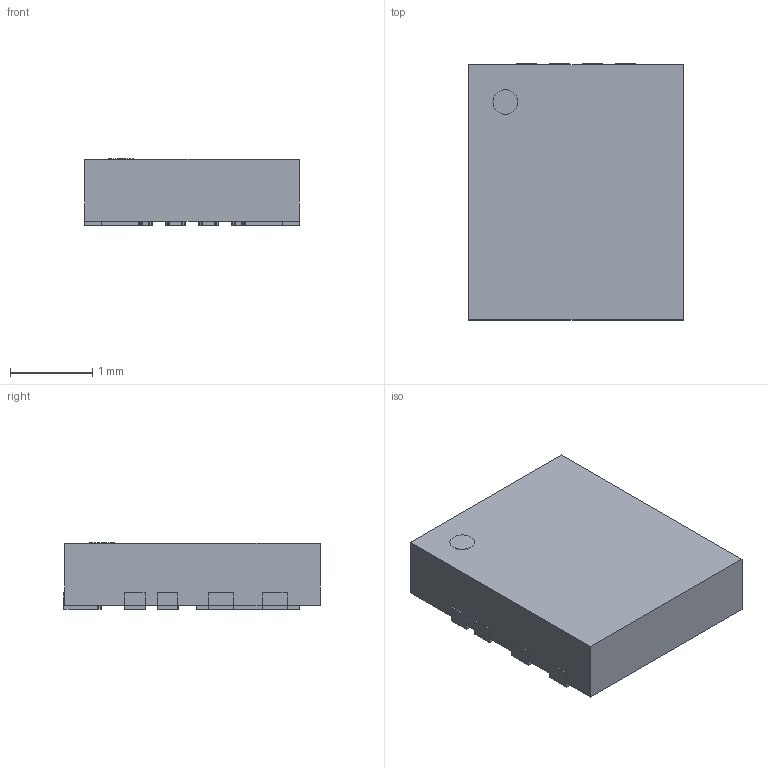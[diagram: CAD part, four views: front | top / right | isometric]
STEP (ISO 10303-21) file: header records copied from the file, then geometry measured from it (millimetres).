
FILE_DESCRIPTION(('FreeCAD Model'),'2;1');
FILE_NAME('Open CASCADE Shape Model','2021-12-03T09:16:57',(''),(''), 'Open CASCADE STEP processor 7.4','FreeCAD','Unknown');
FILE_SCHEMA(('AUTOMOTIVE_DESIGN { 1 0 10303 214 1 1 1 1 }'));
Length unit declared in the file: millimetre
Products named in the file (21): Designator8; 6918355472; Extruded; 6918343712; Extruded001; 6918352192; Extruded002; 6918352192001; 6918341152; Extruded004; 6918340912; Extruded005; 6918348512; Extruded006; 6918348512001; 6918348512002; 6918348512003; Pin1Marker; Cylinder; Body; Extruded010
Assembly tree (24 placements, depth 3):
  Designator8
    6918355472
      Extruded
    6918343712
      Extruded001
    6918352192
      Extruded002
    6918352192001
      Extruded002
    6918341152
      Extruded004
    6918340912
      Extruded005
    6918348512
      Extruded006
    6918348512001
      Extruded006
    6918348512002
      Extruded006
    6918348512003
      Extruded006
    Pin1Marker
      Cylinder
    Body
      Extruded010
Bounding box: 2.62 x 3.11 x 0.81 mm (x, y, z)
Volume: 6.6 mm3; surface area: 34.5 mm2
Topology: 12 solids, 12 shells, 205 faces, 543 edges, 362 vertices
Faces by surface type: plane 204, cylinder 1
Full cylindrical faces by diameter (mm): 0.3 x1
Entity records: 9120 total; most frequent: CARTESIAN_POINT 1457, DIRECTION 1369, LINE 1049, VECTOR 1049, ORIENTED_EDGE 702, PCURVE 702, DEFINITIONAL_REPRESENTATION 702, EDGE_CURVE 351
